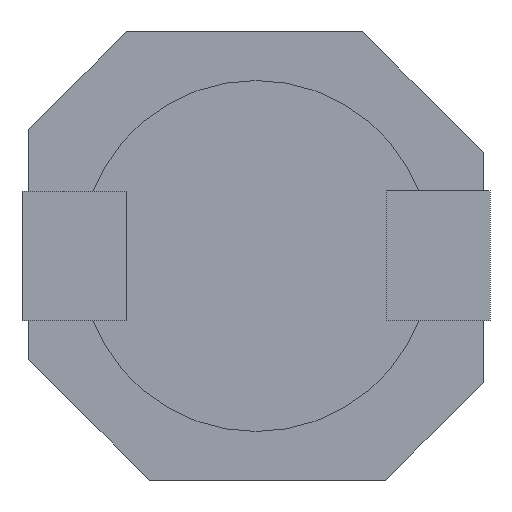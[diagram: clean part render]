
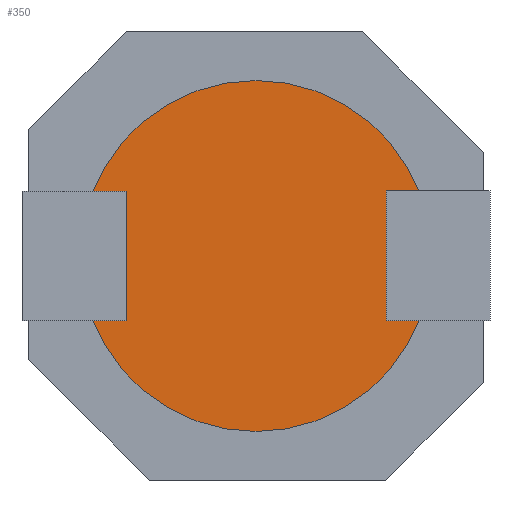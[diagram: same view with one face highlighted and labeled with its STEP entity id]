
A CAD part, front view. The second image highlights one B-rep face of the part: STEP entity #350.
In plain terms, the highlighted planar face has unit normal (0, -1, 0).
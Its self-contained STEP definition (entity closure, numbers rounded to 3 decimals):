
#2 = AXIS2_PLACEMENT_3D ( 'NONE', #911, #491, #196 ) ;
#35 = CARTESIAN_POINT ( 'NONE',  ( 0., 0., 0. ) ) ;
#39 = EDGE_CURVE ( 'NONE', #409, #880, #185, .T. ) ;
#40 = CARTESIAN_POINT ( 'NONE',  ( 0., 0., 2.7 ) ) ;
#150 = EDGE_CURVE ( 'NONE', #880, #409, #806, .T. ) ;
#181 = ORIENTED_EDGE ( 'NONE', *, *, #150, .T. ) ;
#185 = CIRCLE ( 'NONE', #2, 2.7 ) ;
#191 = CARTESIAN_POINT ( 'NONE',  ( 0., 0., 0. ) ) ;
#196 = DIRECTION ( 'NONE',  ( 0., 0., 1. ) ) ;
#239 = ORIENTED_EDGE ( 'NONE', *, *, #39, .T. ) ;
#279 = PLANE ( 'NONE',  #490 ) ;
#301 = CARTESIAN_POINT ( 'NONE',  ( 0., 0., -2.7 ) ) ;
#316 = DIRECTION ( 'NONE',  ( 0., 0., 1. ) ) ;
#337 = DIRECTION ( 'NONE',  ( 0., -1., 0. ) ) ;
#350 = ADVANCED_FACE ( 'NONE', ( #694 ), #279, .F. ) ;
#409 = VERTEX_POINT ( 'NONE', #40 ) ;
#490 = AXIS2_PLACEMENT_3D ( 'NONE', #35, #523, #316 ) ;
#491 = DIRECTION ( 'NONE',  ( 0., -1., 0. ) ) ;
#523 = DIRECTION ( 'NONE',  ( 0., 1., 0. ) ) ;
#527 = AXIS2_PLACEMENT_3D ( 'NONE', #191, #337, #700 ) ;
#668 = EDGE_LOOP ( 'NONE', ( #239, #181 ) ) ;
#694 = FACE_OUTER_BOUND ( 'NONE', #668, .T. ) ;
#700 = DIRECTION ( 'NONE',  ( 0., 0., 1. ) ) ;
#806 = CIRCLE ( 'NONE', #527, 2.7 ) ;
#880 = VERTEX_POINT ( 'NONE', #301 ) ;
#911 = CARTESIAN_POINT ( 'NONE',  ( 0., 0., 0. ) ) ;
